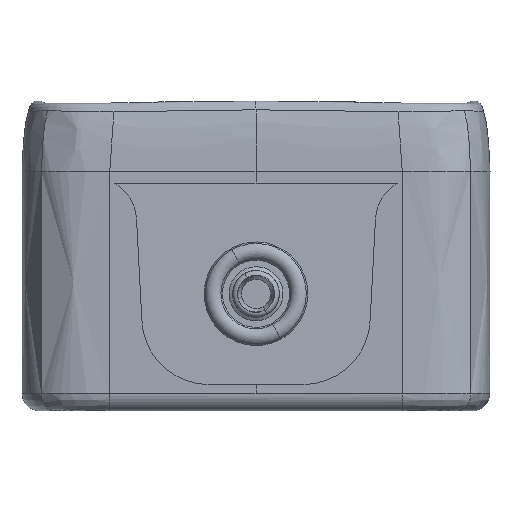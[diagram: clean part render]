
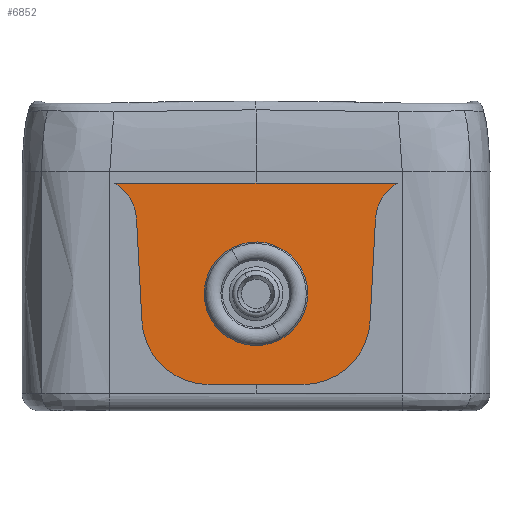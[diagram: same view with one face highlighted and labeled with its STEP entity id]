
A CAD part, front view. The second image highlights one B-rep face of the part: STEP entity #6852.
In plain terms, the highlighted planar face has unit normal (0, 1, -0.026).
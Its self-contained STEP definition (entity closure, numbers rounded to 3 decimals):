
#6737=AXIS2_PLACEMENT_3D('Plane Axis2P3D',#6734,#6735,#6736) ;
#6836=AXIS2_PLACEMENT_3D('Circle Axis2P3D',#6834,#6835,$) ;
#6845=AXIS2_PLACEMENT_3D('Circle Axis2P3D',#6843,#6844,$) ;
#2447=CARTESIAN_POINT('Vertex',(0.,-40.,38.952)) ;
#2450=CARTESIAN_POINT('Line Origine',(-12.086,-40.,38.952)) ;
#2454=CARTESIAN_POINT('Vertex',(-24.172,-40.,38.952)) ;
#6734=CARTESIAN_POINT('Axis2P3D Location',(0.,-41.,0.764)) ;
#6740=CARTESIAN_POINT('Control Point',(24.172,-40.,38.952)) ;
#6741=CARTESIAN_POINT('Control Point',(23.416,-40.012,38.51)) ;
#6742=CARTESIAN_POINT('Control Point',(22.724,-40.026,37.96)) ;
#6743=CARTESIAN_POINT('Control Point',(22.116,-40.043,37.312)) ;
#6744=CARTESIAN_POINT('Control Point',(21.249,-40.076,36.067)) ;
#6745=CARTESIAN_POINT('Control Point',(20.714,-40.113,34.655)) ;
#6746=CARTESIAN_POINT('Control Point',(20.552,-40.129,34.045)) ;
#6747=CARTESIAN_POINT('Control Point',(20.455,-40.145,33.423)) ;
#6748=CARTESIAN_POINT('Control Point',(20.422,-40.161,32.797)) ;
#6749=CARTESIAN_POINT('Vertex',(24.172,-40.,38.952)) ;
#6751=CARTESIAN_POINT('Vertex',(20.422,-40.161,32.797)) ;
#6754=CARTESIAN_POINT('Line Origine',(19.966,-40.389,24.098)) ;
#6758=CARTESIAN_POINT('Vertex',(19.51,-40.617,15.398)) ;
#6762=CARTESIAN_POINT('Control Point',(8.026,-40.902,4.5)) ;
#6763=CARTESIAN_POINT('Control Point',(9.36,-40.902,4.5)) ;
#6764=CARTESIAN_POINT('Control Point',(10.694,-40.897,4.693)) ;
#6765=CARTESIAN_POINT('Control Point',(11.99,-40.887,5.08)) ;
#6766=CARTESIAN_POINT('Control Point',(14.435,-40.857,6.219)) ;
#6767=CARTESIAN_POINT('Control Point',(16.454,-40.81,8.005)) ;
#6768=CARTESIAN_POINT('Control Point',(17.327,-40.783,9.04)) ;
#6769=CARTESIAN_POINT('Control Point',(18.476,-40.735,10.894)) ;
#6770=CARTESIAN_POINT('Control Point',(19.16,-40.681,12.95)) ;
#6771=CARTESIAN_POINT('Control Point',(19.35,-40.66,13.756)) ;
#6772=CARTESIAN_POINT('Control Point',(19.467,-40.638,14.575)) ;
#6773=CARTESIAN_POINT('Control Point',(19.51,-40.617,15.398)) ;
#6774=CARTESIAN_POINT('Vertex',(8.026,-40.902,4.5)) ;
#6777=CARTESIAN_POINT('Line Origine',(0.,-40.902,4.5)) ;
#6781=CARTESIAN_POINT('Vertex',(-8.026,-40.902,4.5)) ;
#6785=CARTESIAN_POINT('Control Point',(-8.026,-40.902,4.5)) ;
#6786=CARTESIAN_POINT('Control Point',(-9.36,-40.902,4.5)) ;
#6787=CARTESIAN_POINT('Control Point',(-10.694,-40.897,4.693)) ;
#6788=CARTESIAN_POINT('Control Point',(-11.99,-40.887,5.08)) ;
#6789=CARTESIAN_POINT('Control Point',(-14.435,-40.857,6.219)) ;
#6790=CARTESIAN_POINT('Control Point',(-16.454,-40.81,8.005)) ;
#6791=CARTESIAN_POINT('Control Point',(-17.327,-40.783,9.04)) ;
#6792=CARTESIAN_POINT('Control Point',(-18.476,-40.735,10.894)) ;
#6793=CARTESIAN_POINT('Control Point',(-19.16,-40.681,12.95)) ;
#6794=CARTESIAN_POINT('Control Point',(-19.35,-40.66,13.756)) ;
#6795=CARTESIAN_POINT('Control Point',(-19.467,-40.638,14.575)) ;
#6796=CARTESIAN_POINT('Control Point',(-19.51,-40.617,15.398)) ;
#6797=CARTESIAN_POINT('Vertex',(-19.51,-40.617,15.398)) ;
#6800=CARTESIAN_POINT('Line Origine',(-19.966,-40.389,24.098)) ;
#6804=CARTESIAN_POINT('Vertex',(-20.422,-40.161,32.797)) ;
#6808=CARTESIAN_POINT('Control Point',(-24.172,-40.,38.952)) ;
#6809=CARTESIAN_POINT('Control Point',(-23.416,-40.012,38.51)) ;
#6810=CARTESIAN_POINT('Control Point',(-22.724,-40.026,37.96)) ;
#6811=CARTESIAN_POINT('Control Point',(-22.116,-40.043,37.312)) ;
#6812=CARTESIAN_POINT('Control Point',(-21.249,-40.076,36.067)) ;
#6813=CARTESIAN_POINT('Control Point',(-20.714,-40.113,34.655)) ;
#6814=CARTESIAN_POINT('Control Point',(-20.552,-40.129,34.045)) ;
#6815=CARTESIAN_POINT('Control Point',(-20.455,-40.145,33.423)) ;
#6816=CARTESIAN_POINT('Control Point',(-20.422,-40.161,32.797)) ;
#6818=CARTESIAN_POINT('Line Origine',(12.086,-40.,38.952)) ;
#6834=CARTESIAN_POINT('Axis2P3D Location',(0.,-40.496,20.021)) ;
#6838=CARTESIAN_POINT('Vertex',(4.247,-40.699,12.249)) ;
#6840=CARTESIAN_POINT('Vertex',(-4.247,-40.292,27.792)) ;
#6843=CARTESIAN_POINT('Axis2P3D Location',(0.,-40.496,20.021)) ;
#2451=DIRECTION('Vector Direction',(1.,0.,0.)) ;
#6735=DIRECTION('Axis2P3D Direction',(0.,1.,-0.026)) ;
#6736=DIRECTION('Axis2P3D XDirection',(0.,0.026,1.)) ;
#6755=DIRECTION('Vector Direction',(-0.052,-0.026,-0.998)) ;
#6778=DIRECTION('Vector Direction',(-1.,0.,0.)) ;
#6801=DIRECTION('Vector Direction',(0.052,-0.026,-0.998)) ;
#6819=DIRECTION('Vector Direction',(1.,0.,0.)) ;
#6835=DIRECTION('Axis2P3D Direction',(0.,1.,-0.026)) ;
#6844=DIRECTION('Axis2P3D Direction',(0.,1.,-0.026)) ;
#2452=VECTOR('Line Direction',#2451,1.) ;
#6756=VECTOR('Line Direction',#6755,1.) ;
#6779=VECTOR('Line Direction',#6778,1.) ;
#6802=VECTOR('Line Direction',#6801,1.) ;
#6820=VECTOR('Line Direction',#6819,1.) ;
#6824=ORIENTED_EDGE('',*,*,#6753,.T.) ;
#6825=ORIENTED_EDGE('',*,*,#6760,.T.) ;
#6826=ORIENTED_EDGE('',*,*,#6776,.F.) ;
#6827=ORIENTED_EDGE('',*,*,#6783,.T.) ;
#6828=ORIENTED_EDGE('',*,*,#6799,.T.) ;
#6829=ORIENTED_EDGE('',*,*,#6806,.F.) ;
#6830=ORIENTED_EDGE('',*,*,#6817,.F.) ;
#6831=ORIENTED_EDGE('',*,*,#2456,.T.) ;
#6832=ORIENTED_EDGE('',*,*,#6822,.T.) ;
#6849=ORIENTED_EDGE('',*,*,#6842,.T.) ;
#6850=ORIENTED_EDGE('',*,*,#6847,.T.) ;
#6851=FACE_BOUND('',#6848,.T.) ;
#6852=ADVANCED_FACE('Surface.2',(#6833,#6851),#6738,.T.) ;
#6739=B_SPLINE_CURVE_WITH_KNOTS('',5,(#6740,#6741,#6742,#6743,#6744,#6745,#6746,#6747,#6748),.UNSPECIFIED.,.F.,.U.,(6,3,6),(0.582,8.167,13.593),.UNSPECIFIED.) ;
#6761=B_SPLINE_CURVE_WITH_KNOTS('',5,(#6762,#6763,#6764,#6765,#6766,#6767,#6768,#6769,#6770,#6771,#6772,#6773),.UNSPECIFIED.,.F.,.U.,(6,3,3,6),(0.,11.552,23.112,30.25),.UNSPECIFIED.) ;
#6784=B_SPLINE_CURVE_WITH_KNOTS('',5,(#6785,#6786,#6787,#6788,#6789,#6790,#6791,#6792,#6793,#6794,#6795,#6796),.UNSPECIFIED.,.F.,.U.,(6,3,3,6),(0.,11.552,23.112,30.25),.UNSPECIFIED.) ;
#6807=B_SPLINE_CURVE_WITH_KNOTS('',5,(#6808,#6809,#6810,#6811,#6812,#6813,#6814,#6815,#6816),.UNSPECIFIED.,.F.,.U.,(6,3,6),(0.582,8.167,13.593),.UNSPECIFIED.) ;
#6837=CIRCLE('generated circle',#6836,8.859) ;
#6846=CIRCLE('generated circle',#6845,8.859) ;
#2456=EDGE_CURVE('',#2455,#2448,#2453,.T.) ;
#6753=EDGE_CURVE('',#6750,#6752,#6739,.T.) ;
#6760=EDGE_CURVE('',#6752,#6759,#6757,.T.) ;
#6776=EDGE_CURVE('',#6775,#6759,#6761,.T.) ;
#6783=EDGE_CURVE('',#6775,#6782,#6780,.T.) ;
#6799=EDGE_CURVE('',#6782,#6798,#6784,.T.) ;
#6806=EDGE_CURVE('',#6805,#6798,#6803,.T.) ;
#6817=EDGE_CURVE('',#2455,#6805,#6807,.T.) ;
#6822=EDGE_CURVE('',#2448,#6750,#6821,.T.) ;
#6842=EDGE_CURVE('',#6839,#6841,#6837,.F.) ;
#6847=EDGE_CURVE('',#6841,#6839,#6846,.F.) ;
#6823=EDGE_LOOP('',(#6824,#6825,#6826,#6827,#6828,#6829,#6830,#6831,#6832)) ;
#6848=EDGE_LOOP('',(#6849,#6850)) ;
#6833=FACE_OUTER_BOUND('',#6823,.T.) ;
#2453=LINE('Line',#2450,#2452) ;
#6757=LINE('Line',#6754,#6756) ;
#6780=LINE('Line',#6777,#6779) ;
#6803=LINE('Line',#6800,#6802) ;
#6821=LINE('Line',#6818,#6820) ;
#6738=PLANE('',#6737) ;
#2448=VERTEX_POINT('',#2447) ;
#2455=VERTEX_POINT('',#2454) ;
#6750=VERTEX_POINT('',#6749) ;
#6752=VERTEX_POINT('',#6751) ;
#6759=VERTEX_POINT('',#6758) ;
#6775=VERTEX_POINT('',#6774) ;
#6782=VERTEX_POINT('',#6781) ;
#6798=VERTEX_POINT('',#6797) ;
#6805=VERTEX_POINT('',#6804) ;
#6839=VERTEX_POINT('',#6838) ;
#6841=VERTEX_POINT('',#6840) ;
